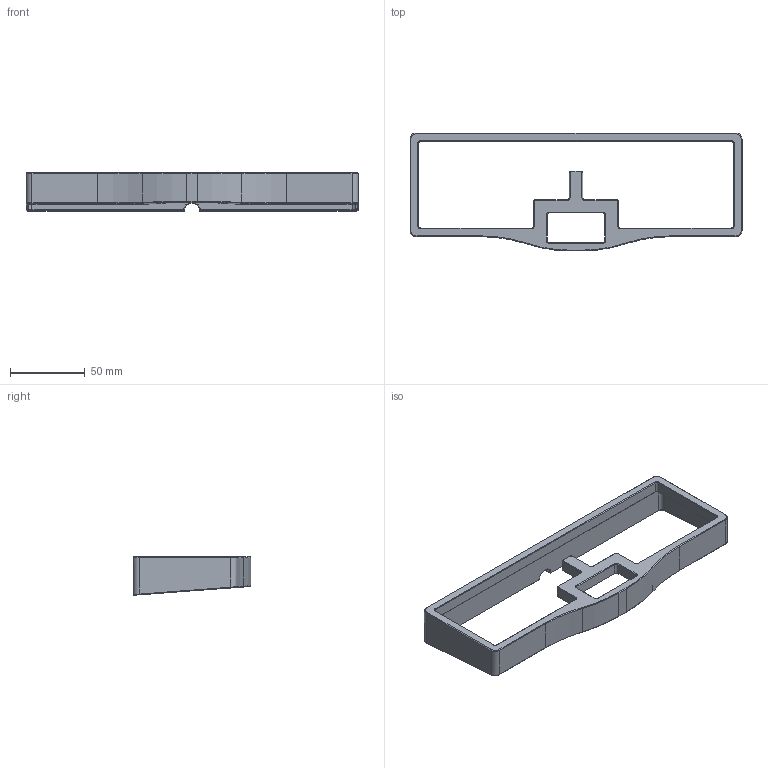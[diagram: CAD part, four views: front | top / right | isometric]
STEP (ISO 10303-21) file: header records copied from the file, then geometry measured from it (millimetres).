
FILE_DESCRIPTION(/* description */ (''),/* implementation_level */ '2;1');
FILE_NAME(/* name */ 'littol for 3dp.step',/* time_stamp */ '2023-07-07T14:07:31-07:00',/* author */ (''),/* organization */ (''),/* preprocessor_version */ 'ST-DEVELOPER v19.2',/* originating_system */ 'Autodesk Translation Framework v12.6.0.85',/* authorisation */ '');
FILE_SCHEMA (('AUTOMOTIVE_DESIGN { 1 0 10303 214 3 1 1 }'));
Length unit declared in the file: millimetre
Products named in the file (1): body
Bounding box: 221.55 x 78.67 x 25.68 mm (x, y, z)
Volume: 78751.3 mm3; surface area: 35559 mm2
Topology: 1 solids, 1 shells, 276 faces, 720 edges, 454 vertices
Faces by surface type: cylinder 123, plane 87, bspline 40, cone 26
Full cylindrical faces by diameter (mm): 1.623 x20, 2.074 x12, 3.3 x4
Entity records: 13865 total; most frequent: CARTESIAN_POINT 7594, ORIENTED_EDGE 1440, DIRECTION 1064, EDGE_CURVE 720, VERTEX_POINT 454, AXIS2_PLACEMENT_3D 355, LINE 354, VECTOR 354
